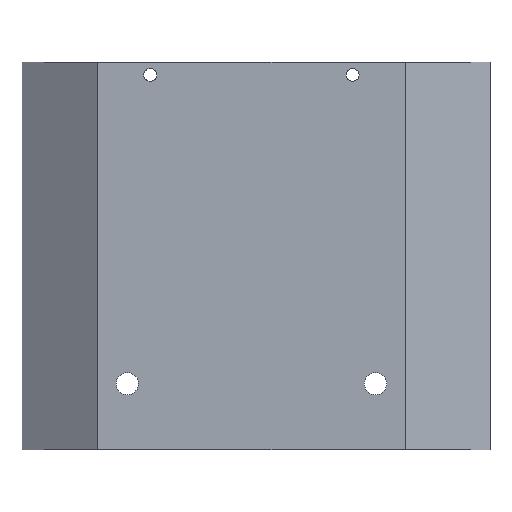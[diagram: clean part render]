
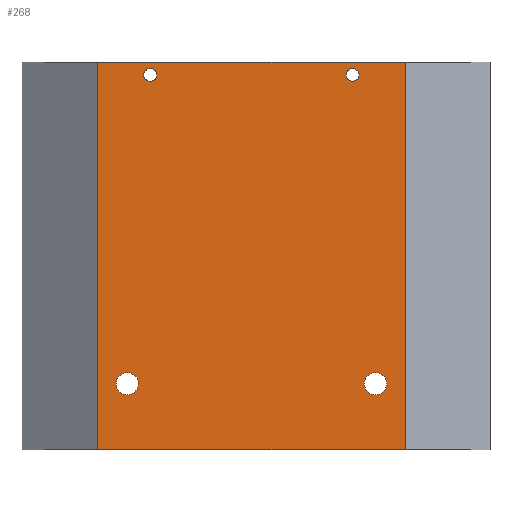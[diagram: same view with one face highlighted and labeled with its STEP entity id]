
A CAD part, top view. The second image highlights one B-rep face of the part: STEP entity #268.
In plain terms, the highlighted planar face has unit normal (0, 0, 1).
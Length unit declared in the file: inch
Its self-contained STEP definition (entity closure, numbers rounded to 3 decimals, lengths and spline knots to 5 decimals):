
#16=LINE('',#397,#40);
#36=LINE('',#436,#60);
#37=LINE('',#438,#61);
#38=LINE('',#439,#62);
#40=VECTOR('',#330,0.3937);
#60=VECTOR('',#362,0.3937);
#61=VECTOR('',#365,0.3937);
#62=VECTOR('',#366,0.3937);
#70=PLANE('',#298);
#81=FACE_BOUND('',#119,.T.);
#82=FACE_BOUND('',#120,.T.);
#83=FACE_BOUND('',#121,.T.);
#84=FACE_BOUND('',#122,.T.);
#96=FACE_OUTER_BOUND('',#118,.T.);
#118=EDGE_LOOP('',(#229,#230,#231,#232));
#119=EDGE_LOOP('',(#233));
#120=EDGE_LOOP('',(#234));
#121=EDGE_LOOP('',(#235));
#122=EDGE_LOOP('',(#236));
#125=CIRCLE('',#280,0.063);
#127=CIRCLE('',#283,0.063);
#129=CIRCLE('',#286,0.11);
#131=CIRCLE('',#289,0.11);
#133=VERTEX_POINT('',#373);
#135=VERTEX_POINT('',#378);
#137=VERTEX_POINT('',#383);
#139=VERTEX_POINT('',#388);
#141=VERTEX_POINT('',#393);
#143=VERTEX_POINT('',#396);
#155=VERTEX_POINT('',#432);
#156=VERTEX_POINT('',#434);
#157=EDGE_CURVE('',#133,#133,#125,.T.);
#159=EDGE_CURVE('',#135,#135,#127,.T.);
#161=EDGE_CURVE('',#137,#137,#129,.T.);
#163=EDGE_CURVE('',#139,#139,#131,.T.);
#166=EDGE_CURVE('',#141,#143,#16,.T.);
#186=EDGE_CURVE('',#155,#156,#36,.T.);
#187=EDGE_CURVE('',#155,#141,#37,.T.);
#188=EDGE_CURVE('',#143,#156,#38,.T.);
#229=ORIENTED_EDGE('',*,*,#187,.F.);
#230=ORIENTED_EDGE('',*,*,#186,.T.);
#231=ORIENTED_EDGE('',*,*,#188,.F.);
#232=ORIENTED_EDGE('',*,*,#166,.F.);
#233=ORIENTED_EDGE('',*,*,#157,.T.);
#234=ORIENTED_EDGE('',*,*,#159,.T.);
#235=ORIENTED_EDGE('',*,*,#161,.T.);
#236=ORIENTED_EDGE('',*,*,#163,.T.);
#268=ADVANCED_FACE('',(#96,#81,#82,#83,#84),#70,.T.);
#280=AXIS2_PLACEMENT_3D('',#374,#305,#306);
#283=AXIS2_PLACEMENT_3D('',#379,#311,#312);
#286=AXIS2_PLACEMENT_3D('',#384,#317,#318);
#289=AXIS2_PLACEMENT_3D('',#389,#323,#324);
#298=AXIS2_PLACEMENT_3D('',#437,#363,#364);
#305=DIRECTION('center_axis',(0.,0.,-1.));
#306=DIRECTION('ref_axis',(-1.,0.,0.));
#311=DIRECTION('center_axis',(0.,0.,-1.));
#312=DIRECTION('ref_axis',(-1.,0.,0.));
#317=DIRECTION('center_axis',(0.,0.,-1.));
#318=DIRECTION('ref_axis',(1.,0.,0.));
#323=DIRECTION('center_axis',(0.,0.,-1.));
#324=DIRECTION('ref_axis',(1.,0.,0.));
#330=DIRECTION('',(0.,1.,0.));
#362=DIRECTION('',(0.,1.,0.));
#363=DIRECTION('center_axis',(0.,0.,1.));
#364=DIRECTION('ref_axis',(1.,0.,0.));
#365=DIRECTION('',(-1.,0.,0.));
#366=DIRECTION('',(1.,0.,0.));
#373=CARTESIAN_POINT('',(1.063,3.7,0.03125));
#374=CARTESIAN_POINT('Origin',(1.,3.7,0.03125));
#378=CARTESIAN_POINT('',(-0.937,3.7,0.03125));
#379=CARTESIAN_POINT('Origin',(-1.,3.7,0.03125));
#383=CARTESIAN_POINT('',(1.115,0.65,0.03125));
#384=CARTESIAN_POINT('Origin',(1.225,0.65,0.03125));
#388=CARTESIAN_POINT('',(-1.335,0.65,0.03125));
#389=CARTESIAN_POINT('Origin',(-1.225,0.65,0.03125));
#393=CARTESIAN_POINT('',(-1.52071,0.,0.03125));
#396=CARTESIAN_POINT('',(-1.52071,3.825,0.03125));
#397=CARTESIAN_POINT('',(-1.52071,0.,0.03125));
#432=CARTESIAN_POINT('',(1.52071,0.,0.03125));
#434=CARTESIAN_POINT('',(1.52071,3.825,0.03125));
#436=CARTESIAN_POINT('',(1.52071,0.,0.03125));
#437=CARTESIAN_POINT('Origin',(-1.52071,0.,0.03125));
#438=CARTESIAN_POINT('',(1.52071,0.,0.03125));
#439=CARTESIAN_POINT('',(1.52071,3.825,0.03125));
